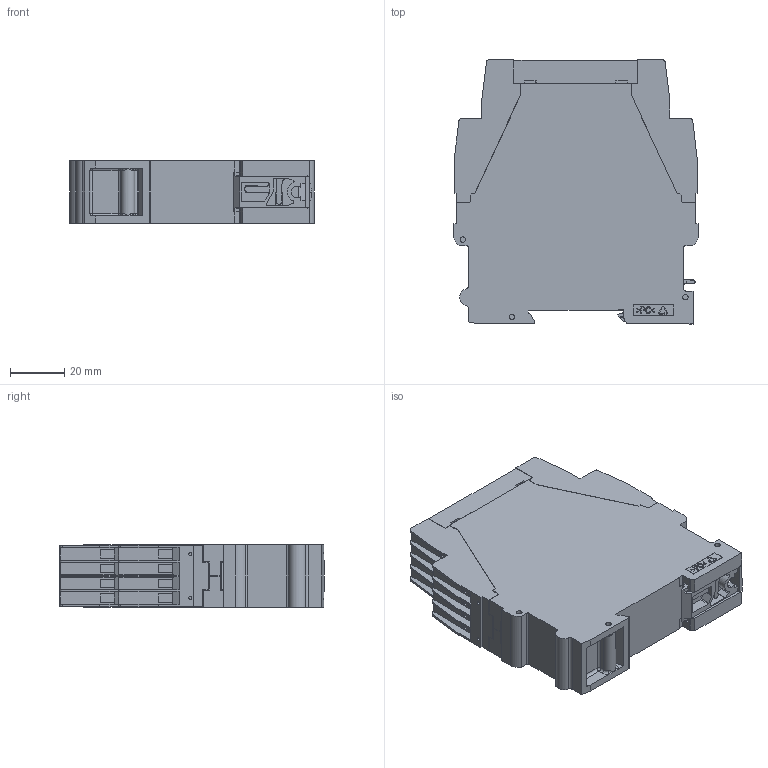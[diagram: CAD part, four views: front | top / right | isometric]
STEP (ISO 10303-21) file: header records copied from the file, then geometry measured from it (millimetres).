
FILE_DESCRIPTION (( 'STEP AP203' ), '1' );
FILE_NAME ('MK7850N-82-200-61.step', '2020-09-15T18:23:43', ( '' ), ( '' ), 'SwSTEP 2.0', 'SolidWorks 2019', '' );
FILE_SCHEMA (( 'CONFIG_CONTROL_DESIGN' ));
Products named in the file (1): MK7850N-82-200-61
Bounding box: 89.85 x 97.2 x 23 mm (x, y, z)
Volume: 170178.6 mm3; surface area: 32993.8 mm2
Topology: 1 solids, 1 shells, 1833 faces, 5219 edges, 3416 vertices
Faces by surface type: plane 1399, cylinder 295, bspline 122, cone 17
Entity records: 61816 total; most frequent: CARTESIAN_POINT 16049, ORIENTED_EDGE 10424, DIRECTION 8418, EDGE_CURVE 5212, VECTOR 3828, LINE 3828, VERTEX_POINT 3416, AXIS2_PLACEMENT_3D 2295
